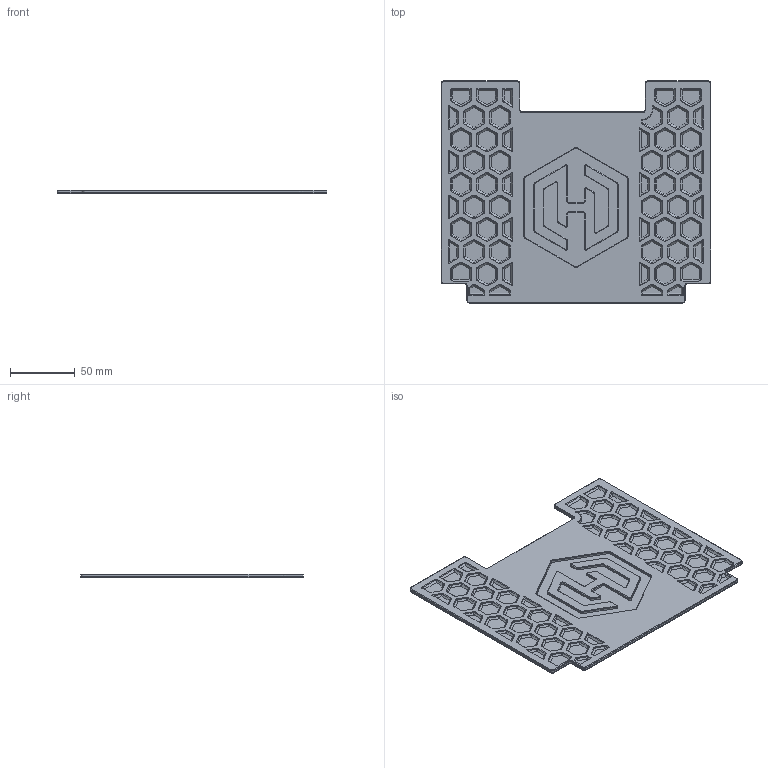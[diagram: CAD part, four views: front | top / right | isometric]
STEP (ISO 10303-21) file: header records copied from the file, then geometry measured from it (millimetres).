
FILE_DESCRIPTION(/* description */ (''),/* implementation_level */ '2;1');
FILE_NAME(/* name */ 'Deck_Panel_Logo_MMU.step',/* time_stamp */ '2024-06-13T08:19:57+01:00',/* author */ (''),/* organization */ (''),/* preprocessor_version */ 'ST-DEVELOPER v20',/* originating_system */ 'Autodesk Translation Framework v13.14.0.145',/* authorisation */ '');
FILE_SCHEMA (('AUTOMOTIVE_DESIGN { 1 0 10303 214 3 1 1 }'));
Length unit declared in the file: millimetre
Products named in the file (1): Deck_Panel_Logo_MMU
Bounding box: 209 x 172 x 3 mm (x, y, z)
Volume: 75094.2 mm3; surface area: 158871.4 mm2
Topology: 5 solids, 5 shells, 1475 faces, 4285 edges, 2820 vertices
Faces by surface type: plane 768, cone 593, cylinder 114
Entity records: 49265 total; most frequent: CARTESIAN_POINT 8685, ORIENTED_EDGE 8570, DIRECTION 8536, EDGE_CURVE 4285, LINE 2882, VECTOR 2882, AXIS2_PLACEMENT_3D 2827, VERTEX_POINT 2820
